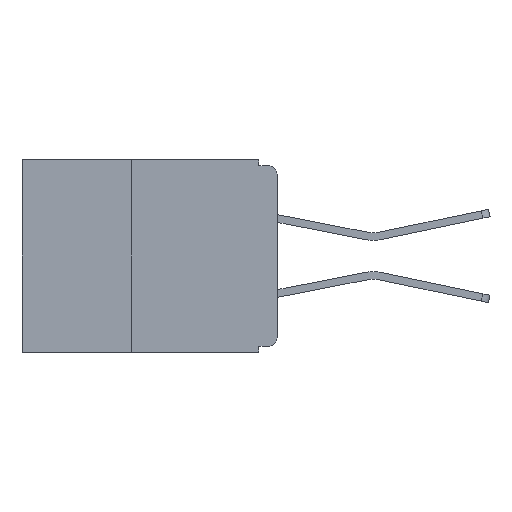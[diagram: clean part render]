
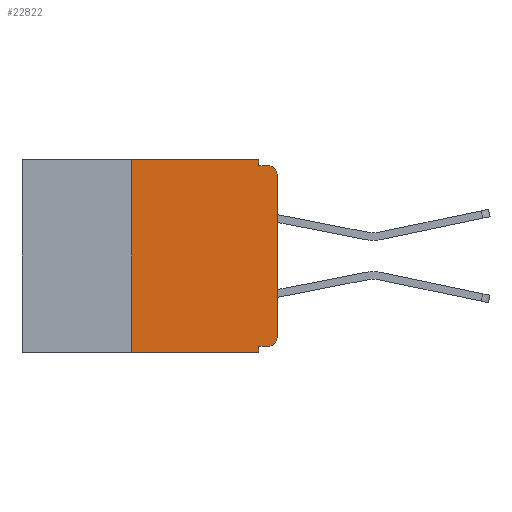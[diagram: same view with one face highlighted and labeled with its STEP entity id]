
A CAD part, left-side view. The second image highlights one B-rep face of the part: STEP entity #22822.
In plain terms, the highlighted planar face has unit normal (-1, 0, 0).
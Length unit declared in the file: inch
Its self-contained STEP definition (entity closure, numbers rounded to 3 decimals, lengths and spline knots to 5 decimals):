
#184 = EDGE_CURVE ( 'NONE', #7976, #13144, #12869, .T. ) ;
#466 = CARTESIAN_POINT ( 'NONE',  ( 0., 0.437, -0.33 ) ) ;
#551 = AXIS2_PLACEMENT_3D ( 'NONE', #10022, #25984, #12340 ) ;
#877 = CARTESIAN_POINT ( 'NONE',  ( 0., 0., -0.32 ) ) ;
#1229 = AXIS2_PLACEMENT_3D ( 'NONE', #7788, #23806, #10121 ) ;
#1451 = DIRECTION ( 'NONE',  ( 0., -1., 0. ) ) ;
#1854 = DIRECTION ( 'NONE',  ( 0., 0., 1. ) ) ;
#1985 = DIRECTION ( 'NONE',  ( 0., -1., 0. ) ) ;
#2030 = EDGE_LOOP ( 'NONE', ( #5255, #25255, #18518, #21381, #8430, #18487, #12389, #16325, #25907, #13810 ) ) ;
#2284 = LINE ( 'NONE', #5333, #18405 ) ;
#2736 = LINE ( 'NONE', #877, #8059 ) ;
#3212 = DIRECTION ( 'NONE',  ( 0., 1., 0. ) ) ;
#3287 = EDGE_CURVE ( 'NONE', #7976, #5114, #14441, .T. ) ;
#4074 = EDGE_CURVE ( 'NONE', #20325, #10152, #2284, .T. ) ;
#4380 = CARTESIAN_POINT ( 'NONE',  ( 0., 0., -0.025 ) ) ;
#4808 = EDGE_CURVE ( 'NONE', #19086, #20325, #18014, .T. ) ;
#5114 = VERTEX_POINT ( 'NONE', #6560 ) ;
#5255 = ORIENTED_EDGE ( 'NONE', *, *, #13282, .T. ) ;
#5333 = CARTESIAN_POINT ( 'NONE',  ( 0., 0., -0.01 ) ) ;
#5715 = CIRCLE ( 'NONE', #23799, 0.015 ) ;
#6264 = CARTESIAN_POINT ( 'NONE',  ( 0., 0.015, -0.32 ) ) ;
#6560 = CARTESIAN_POINT ( 'NONE',  ( 0., 0.25, 0. ) ) ;
#7600 = DIRECTION ( 'NONE',  ( 0., -1., 0. ) ) ;
#7774 = CARTESIAN_POINT ( 'NONE',  ( 0., 0.031, -0.32 ) ) ;
#7788 = CARTESIAN_POINT ( 'NONE',  ( 0., 0.015, -0.025 ) ) ;
#7976 = VERTEX_POINT ( 'NONE', #16946 ) ;
#8059 = VECTOR ( 'NONE', #3212, 39.37008 ) ;
#8335 = VECTOR ( 'NONE', #1854, 39.37008 ) ;
#8430 = ORIENTED_EDGE ( 'NONE', *, *, #26699, .F. ) ;
#8909 = VERTEX_POINT ( 'NONE', #4380 ) ;
#9486 = CARTESIAN_POINT ( 'NONE',  ( 0., 0.031, 0. ) ) ;
#9507 = CARTESIAN_POINT ( 'NONE',  ( 0., 0., 0. ) ) ;
#9694 = CARTESIAN_POINT ( 'NONE',  ( 0., 0.031, -0.33 ) ) ;
#10022 = CARTESIAN_POINT ( 'NONE',  ( 0., 0.437, 0. ) ) ;
#10121 = DIRECTION ( 'NONE',  ( 0., 0., -1. ) ) ;
#10152 = VERTEX_POINT ( 'NONE', #19710 ) ;
#10464 = VECTOR ( 'NONE', #21652, 39.37008 ) ;
#11239 = CARTESIAN_POINT ( 'NONE',  ( 0., 0.031, -0.33 ) ) ;
#11282 = VERTEX_POINT ( 'NONE', #7774 ) ;
#11823 = DIRECTION ( 'NONE',  ( 0., 0., 1. ) ) ;
#11954 = DIRECTION ( 'NONE',  ( -1., 0., 0. ) ) ;
#12020 = DIRECTION ( 'NONE',  ( 0., 0., -1. ) ) ;
#12303 = EDGE_CURVE ( 'NONE', #21783, #17880, #5715, .T. ) ;
#12340 = DIRECTION ( 'NONE',  ( 0., 0., -1. ) ) ;
#12389 = ORIENTED_EDGE ( 'NONE', *, *, #184, .T. ) ;
#12869 = LINE ( 'NONE', #466, #24273 ) ;
#13144 = VERTEX_POINT ( 'NONE', #11239 ) ;
#13282 = EDGE_CURVE ( 'NONE', #17880, #8909, #15233, .T. ) ;
#13396 = CARTESIAN_POINT ( 'NONE',  ( 0., 0.437, 0. ) ) ;
#13810 = ORIENTED_EDGE ( 'NONE', *, *, #12303, .T. ) ;
#14441 = LINE ( 'NONE', #20194, #8335 ) ;
#14538 = PLANE ( 'NONE',  #551 ) ;
#15233 = LINE ( 'NONE', #9507, #20621 ) ;
#15566 = FACE_OUTER_BOUND ( 'NONE', #2030, .T. ) ;
#16066 = CARTESIAN_POINT ( 'NONE',  ( 0., 0.031, -0.01 ) ) ;
#16325 = ORIENTED_EDGE ( 'NONE', *, *, #28265, .F. ) ;
#16497 = VECTOR ( 'NONE', #1985, 39.37008 ) ;
#16918 = EDGE_CURVE ( 'NONE', #8909, #10152, #17527, .T. ) ;
#16946 = CARTESIAN_POINT ( 'NONE',  ( 0., 0.25, -0.33 ) ) ;
#17527 = CIRCLE ( 'NONE', #1229, 0.015 ) ;
#17880 = VERTEX_POINT ( 'NONE', #18409 ) ;
#18014 = LINE ( 'NONE', #19331, #10464 ) ;
#18405 = VECTOR ( 'NONE', #7600, 39.37008 ) ;
#18409 = CARTESIAN_POINT ( 'NONE',  ( 0., 0., -0.305 ) ) ;
#18487 = ORIENTED_EDGE ( 'NONE', *, *, #3287, .F. ) ;
#18518 = ORIENTED_EDGE ( 'NONE', *, *, #4074, .F. ) ;
#18543 = VECTOR ( 'NONE', #12020, 39.37008 ) ;
#19086 = VERTEX_POINT ( 'NONE', #9486 ) ;
#19331 = CARTESIAN_POINT ( 'NONE',  ( 0., 0.031, 0. ) ) ;
#19710 = CARTESIAN_POINT ( 'NONE',  ( 0., 0.015, -0.01 ) ) ;
#20194 = CARTESIAN_POINT ( 'NONE',  ( 0., 0.25, -0.33 ) ) ;
#20325 = VERTEX_POINT ( 'NONE', #16066 ) ;
#20621 = VECTOR ( 'NONE', #11823, 39.37008 ) ;
#21381 = ORIENTED_EDGE ( 'NONE', *, *, #4808, .F. ) ;
#21550 = EDGE_CURVE ( 'NONE', #21783, #11282, #2736, .T. ) ;
#21652 = DIRECTION ( 'NONE',  ( 0., 0., -1. ) ) ;
#21783 = VERTEX_POINT ( 'NONE', #6264 ) ;
#22822 = ADVANCED_FACE ( 'NONE', ( #15566 ), #14538, .F. ) ;
#23799 = AXIS2_PLACEMENT_3D ( 'NONE', #25600, #11954, #27852 ) ;
#23806 = DIRECTION ( 'NONE',  ( -1., 0., 0. ) ) ;
#24273 = VECTOR ( 'NONE', #1451, 39.37008 ) ;
#25255 = ORIENTED_EDGE ( 'NONE', *, *, #16918, .T. ) ;
#25285 = LINE ( 'NONE', #9694, #18543 ) ;
#25600 = CARTESIAN_POINT ( 'NONE',  ( 0., 0.015, -0.305 ) ) ;
#25907 = ORIENTED_EDGE ( 'NONE', *, *, #21550, .F. ) ;
#25984 = DIRECTION ( 'NONE',  ( 1., 0., 0. ) ) ;
#26699 = EDGE_CURVE ( 'NONE', #5114, #19086, #27147, .T. ) ;
#27147 = LINE ( 'NONE', #13396, #16497 ) ;
#27852 = DIRECTION ( 'NONE',  ( 0., 0., -1. ) ) ;
#28265 = EDGE_CURVE ( 'NONE', #11282, #13144, #25285, .T. ) ;
